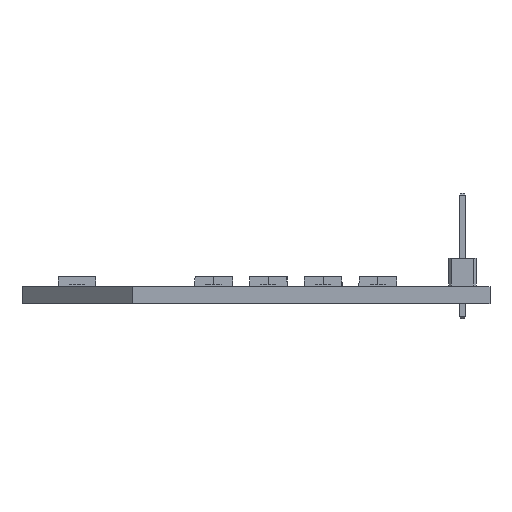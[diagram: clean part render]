
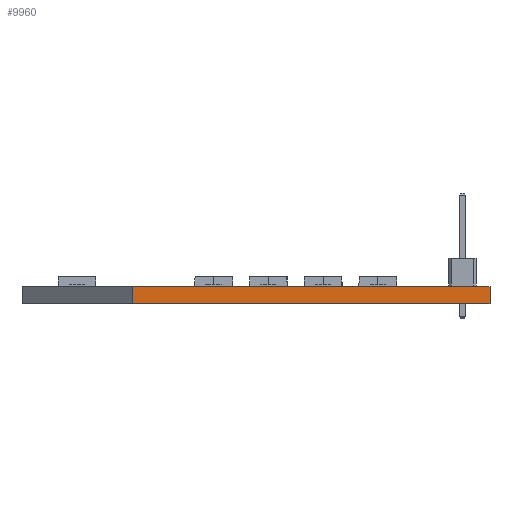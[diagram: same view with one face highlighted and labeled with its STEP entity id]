
A CAD part, left-side view. The second image highlights one B-rep face of the part: STEP entity #9960.
In plain terms, the highlighted planar face has unit normal (-1, 0, 0).
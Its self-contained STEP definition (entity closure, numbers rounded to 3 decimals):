
#8881 = PLANE('',#8882);
#8882 = AXIS2_PLACEMENT_3D('',#8883,#8884,#8885);
#8883 = CARTESIAN_POINT('',(124.507,-98.885,1.6));
#8884 = DIRECTION('',(-0.,-0.,-1.));
#8885 = DIRECTION('',(-1.,0.,0.));
#8935 = PLANE('',#8936);
#8936 = AXIS2_PLACEMENT_3D('',#8937,#8938,#8939);
#8937 = CARTESIAN_POINT('',(124.507,-98.885,0.));
#8938 = DIRECTION('',(-0.,-0.,-1.));
#8939 = DIRECTION('',(-1.,0.,0.));
#9296 = VERTEX_POINT('',#9297);
#9297 = CARTESIAN_POINT('',(55.88,-129.54,0.));
#9311 = PLANE('',#9312);
#9312 = AXIS2_PLACEMENT_3D('',#9313,#9314,#9315);
#9313 = CARTESIAN_POINT('',(66.04,-129.54,0.));
#9314 = DIRECTION('',(0.,-1.,0.));
#9315 = DIRECTION('',(-1.,0.,0.));
#9323 = EDGE_CURVE('',#9296,#9324,#9326,.T.);
#9324 = VERTEX_POINT('',#9325);
#9325 = CARTESIAN_POINT('',(55.88,-96.52,0.));
#9326 = SURFACE_CURVE('',#9327,(#9331,#9338),.PCURVE_S1.);
#9327 = LINE('',#9328,#9329);
#9328 = CARTESIAN_POINT('',(55.88,-129.54,0.));
#9329 = VECTOR('',#9330,1.);
#9330 = DIRECTION('',(0.,1.,0.));
#9331 = PCURVE('',#8935,#9332);
#9332 = DEFINITIONAL_REPRESENTATION('',(#9333),#9337);
#9333 = LINE('',#9334,#9335);
#9334 = CARTESIAN_POINT('',(68.627,-30.655));
#9335 = VECTOR('',#9336,1.);
#9336 = DIRECTION('',(0.,1.));
#9337 = ( GEOMETRIC_REPRESENTATION_CONTEXT(2) 
PARAMETRIC_REPRESENTATION_CONTEXT() REPRESENTATION_CONTEXT('2D SPACE',''
  ) );
#9338 = PCURVE('',#9339,#9344);
#9339 = PLANE('',#9340);
#9340 = AXIS2_PLACEMENT_3D('',#9341,#9342,#9343);
#9341 = CARTESIAN_POINT('',(55.88,-129.54,0.));
#9342 = DIRECTION('',(-1.,0.,0.));
#9343 = DIRECTION('',(0.,1.,0.));
#9344 = DEFINITIONAL_REPRESENTATION('',(#9345),#9349);
#9345 = LINE('',#9346,#9347);
#9346 = CARTESIAN_POINT('',(0.,0.));
#9347 = VECTOR('',#9348,1.);
#9348 = DIRECTION('',(1.,0.));
#9349 = ( GEOMETRIC_REPRESENTATION_CONTEXT(2) 
PARAMETRIC_REPRESENTATION_CONTEXT() REPRESENTATION_CONTEXT('2D SPACE',''
  ) );
#9367 = PLANE('',#9368);
#9368 = AXIS2_PLACEMENT_3D('',#9369,#9370,#9371);
#9369 = CARTESIAN_POINT('',(55.88,-96.52,0.));
#9370 = DIRECTION('',(-0.707,0.707,0.));
#9371 = DIRECTION('',(0.707,0.707,0.));
#9673 = VERTEX_POINT('',#9674);
#9674 = CARTESIAN_POINT('',(55.88,-129.54,1.6));
#9695 = EDGE_CURVE('',#9673,#9696,#9698,.T.);
#9696 = VERTEX_POINT('',#9697);
#9697 = CARTESIAN_POINT('',(55.88,-96.52,1.6));
#9698 = SURFACE_CURVE('',#9699,(#9703,#9710),.PCURVE_S1.);
#9699 = LINE('',#9700,#9701);
#9700 = CARTESIAN_POINT('',(55.88,-129.54,1.6));
#9701 = VECTOR('',#9702,1.);
#9702 = DIRECTION('',(0.,1.,0.));
#9703 = PCURVE('',#8881,#9704);
#9704 = DEFINITIONAL_REPRESENTATION('',(#9705),#9709);
#9705 = LINE('',#9706,#9707);
#9706 = CARTESIAN_POINT('',(68.627,-30.655));
#9707 = VECTOR('',#9708,1.);
#9708 = DIRECTION('',(0.,1.));
#9709 = ( GEOMETRIC_REPRESENTATION_CONTEXT(2) 
PARAMETRIC_REPRESENTATION_CONTEXT() REPRESENTATION_CONTEXT('2D SPACE',''
  ) );
#9710 = PCURVE('',#9339,#9711);
#9711 = DEFINITIONAL_REPRESENTATION('',(#9712),#9716);
#9712 = LINE('',#9713,#9714);
#9713 = CARTESIAN_POINT('',(0.,-1.6));
#9714 = VECTOR('',#9715,1.);
#9715 = DIRECTION('',(1.,0.));
#9716 = ( GEOMETRIC_REPRESENTATION_CONTEXT(2) 
PARAMETRIC_REPRESENTATION_CONTEXT() REPRESENTATION_CONTEXT('2D SPACE',''
  ) );
#9910 = EDGE_CURVE('',#9324,#9696,#9911,.T.);
#9911 = SURFACE_CURVE('',#9912,(#9916,#9923),.PCURVE_S1.);
#9912 = LINE('',#9913,#9914);
#9913 = CARTESIAN_POINT('',(55.88,-96.52,0.));
#9914 = VECTOR('',#9915,1.);
#9915 = DIRECTION('',(0.,0.,1.));
#9916 = PCURVE('',#9367,#9917);
#9917 = DEFINITIONAL_REPRESENTATION('',(#9918),#9922);
#9918 = LINE('',#9919,#9920);
#9919 = CARTESIAN_POINT('',(0.,0.));
#9920 = VECTOR('',#9921,1.);
#9921 = DIRECTION('',(0.,-1.));
#9922 = ( GEOMETRIC_REPRESENTATION_CONTEXT(2) 
PARAMETRIC_REPRESENTATION_CONTEXT() REPRESENTATION_CONTEXT('2D SPACE',''
  ) );
#9923 = PCURVE('',#9339,#9924);
#9924 = DEFINITIONAL_REPRESENTATION('',(#9925),#9929);
#9925 = LINE('',#9926,#9927);
#9926 = CARTESIAN_POINT('',(33.02,0.));
#9927 = VECTOR('',#9928,1.);
#9928 = DIRECTION('',(0.,-1.));
#9929 = ( GEOMETRIC_REPRESENTATION_CONTEXT(2) 
PARAMETRIC_REPRESENTATION_CONTEXT() REPRESENTATION_CONTEXT('2D SPACE',''
  ) );
#9960 = ADVANCED_FACE('',(#9961),#9339,.T.);
#9961 = FACE_BOUND('',#9962,.T.);
#9962 = EDGE_LOOP('',(#9963,#9984,#9985,#9986));
#9963 = ORIENTED_EDGE('',*,*,#9964,.T.);
#9964 = EDGE_CURVE('',#9296,#9673,#9965,.T.);
#9965 = SURFACE_CURVE('',#9966,(#9970,#9977),.PCURVE_S1.);
#9966 = LINE('',#9967,#9968);
#9967 = CARTESIAN_POINT('',(55.88,-129.54,0.));
#9968 = VECTOR('',#9969,1.);
#9969 = DIRECTION('',(0.,0.,1.));
#9970 = PCURVE('',#9339,#9971);
#9971 = DEFINITIONAL_REPRESENTATION('',(#9972),#9976);
#9972 = LINE('',#9973,#9974);
#9973 = CARTESIAN_POINT('',(0.,0.));
#9974 = VECTOR('',#9975,1.);
#9975 = DIRECTION('',(0.,-1.));
#9976 = ( GEOMETRIC_REPRESENTATION_CONTEXT(2) 
PARAMETRIC_REPRESENTATION_CONTEXT() REPRESENTATION_CONTEXT('2D SPACE',''
  ) );
#9977 = PCURVE('',#9311,#9978);
#9978 = DEFINITIONAL_REPRESENTATION('',(#9979),#9983);
#9979 = LINE('',#9980,#9981);
#9980 = CARTESIAN_POINT('',(10.16,0.));
#9981 = VECTOR('',#9982,1.);
#9982 = DIRECTION('',(0.,-1.));
#9983 = ( GEOMETRIC_REPRESENTATION_CONTEXT(2) 
PARAMETRIC_REPRESENTATION_CONTEXT() REPRESENTATION_CONTEXT('2D SPACE',''
  ) );
#9984 = ORIENTED_EDGE('',*,*,#9695,.T.);
#9985 = ORIENTED_EDGE('',*,*,#9910,.F.);
#9986 = ORIENTED_EDGE('',*,*,#9323,.F.);
